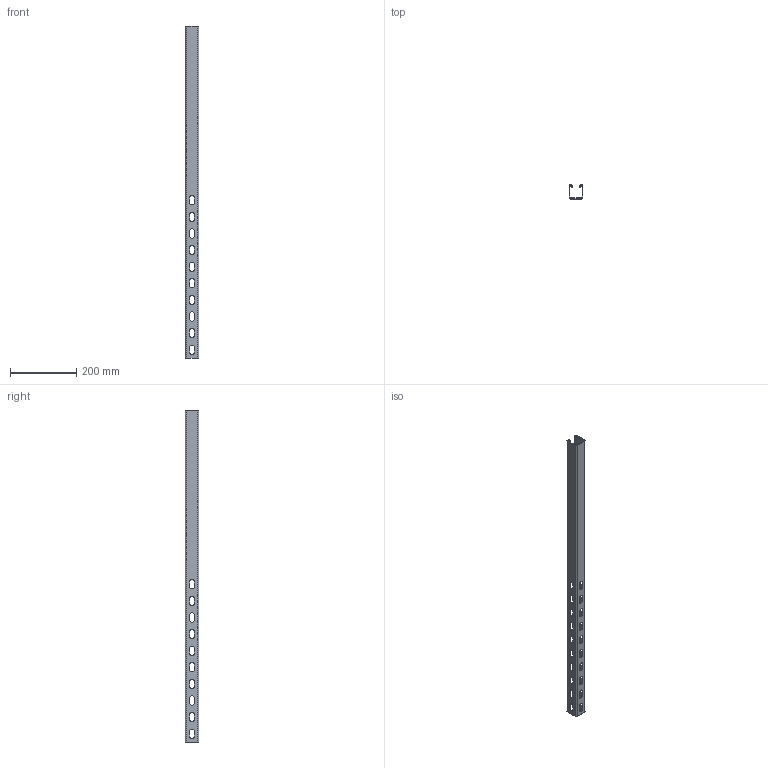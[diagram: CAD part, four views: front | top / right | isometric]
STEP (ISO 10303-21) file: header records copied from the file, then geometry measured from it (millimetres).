
FILE_DESCRIPTION (( 'STEP AP214' ), '1' );
FILE_NAME ('1123001.STEP', '2026-02-09T10:05:56', ( '' ), ( '' ), 'SwSTEP 2.0', 'SolidWorks 2024', '' );
FILE_SCHEMA (( 'AUTOMOTIVE_DESIGN' ));
Length unit declared in the file: millimetre
Products named in the file (1): 1123001
Bounding box: 41 x 41 x 1000 mm (x, y, z)
Volume: 251613.9 mm3; surface area: 260706.4 mm2
Topology: 1 solids, 1 shells, 1404 faces, 3963 edges, 2626 vertices
Faces by surface type: plane 917, cylinder 487
Entity records: 45480 total; most frequent: CARTESIAN_POINT 7994, ORIENTED_EDGE 7926, DIRECTION 7747, EDGE_CURVE 3963, VECTOR 2989, LINE 2989, VERTEX_POINT 2626, AXIS2_PLACEMENT_3D 2379
